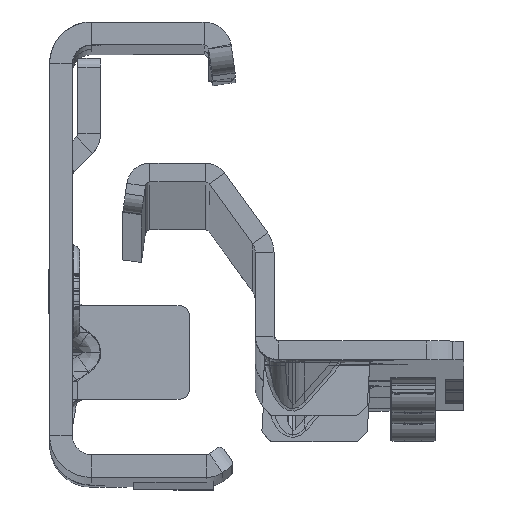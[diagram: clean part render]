
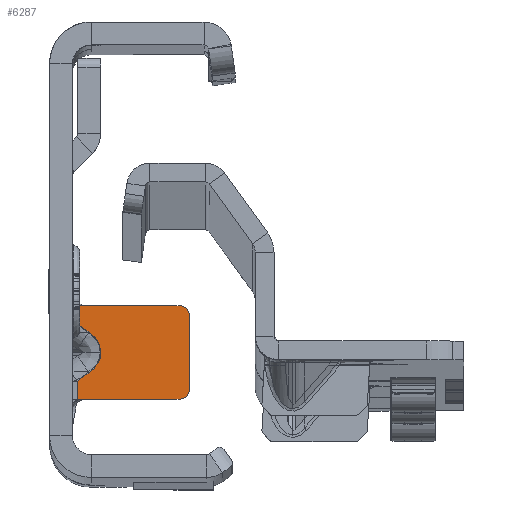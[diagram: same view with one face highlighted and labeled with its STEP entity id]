
A CAD part, top view. The second image highlights one B-rep face of the part: STEP entity #6287.
In plain terms, the highlighted planar face has unit normal (0, 0, 1).
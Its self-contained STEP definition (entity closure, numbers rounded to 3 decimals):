
#453 = DIRECTION ( 'NONE',  ( 0., 1., 0. ) ) ;
#936 = CARTESIAN_POINT ( 'NONE',  ( 0.64, -14.55, -591.5 ) ) ;
#939 = DIRECTION ( 'NONE',  ( 0., 0., 1. ) ) ;
#1548 = CARTESIAN_POINT ( 'NONE',  ( 0.5, -12.61, -591.5 ) ) ;
#2631 = AXIS2_PLACEMENT_3D ( 'NONE', #8399, #21662, #6292 ) ;
#2924 = EDGE_LOOP ( 'NONE', ( #29083, #22420, #28563, #8909, #24819, #31751, #18416, #26325, #15214, #21902, #28748, #10772 ) ) ;
#2991 = VECTOR ( 'NONE', #31767, 1000. ) ;
#3197 = CARTESIAN_POINT ( 'NONE',  ( 12.5, -5.55, -591.5 ) ) ;
#4238 = CARTESIAN_POINT ( 'NONE',  ( 3.565, -8.657, -591.5 ) ) ;
#4869 = DIRECTION ( 'NONE',  ( -0.816, 0.577, 0. ) ) ;
#4892 = CARTESIAN_POINT ( 'NONE',  ( 0.5, -14.55, -591.5 ) ) ;
#6287 = ADVANCED_FACE ( 'NONE', ( #29762 ), #7915, .F. ) ;
#6292 = DIRECTION ( 'NONE',  ( 0., 1., 0. ) ) ;
#6360 = CARTESIAN_POINT ( 'NONE',  ( 1.778, -7.393, -591.5 ) ) ;
#6569 = CARTESIAN_POINT ( 'NONE',  ( 11.5, -4.55, -591.5 ) ) ;
#6789 = VERTEX_POINT ( 'NONE', #23196 ) ;
#7272 = VERTEX_POINT ( 'NONE', #6569 ) ;
#7694 = LINE ( 'NONE', #29199, #23004 ) ;
#7915 = PLANE ( 'NONE',  #13553 ) ;
#7942 = DIRECTION ( 'NONE',  ( 0., 1., 0. ) ) ;
#8296 = CARTESIAN_POINT ( 'NONE',  ( 0.5, -4.55, -591.5 ) ) ;
#8399 = CARTESIAN_POINT ( 'NONE',  ( 11.5, -5.55, -591.5 ) ) ;
#8630 = CIRCLE ( 'NONE', #12041, 1. ) ;
#8710 = CARTESIAN_POINT ( 'NONE',  ( 0.71, -14.55, -591.5 ) ) ;
#8909 = ORIENTED_EDGE ( 'NONE', *, *, #14524, .F. ) ;
#8985 = CARTESIAN_POINT ( 'NONE',  ( 3.565, -10.443, -591.5 ) ) ;
#9057 = CARTESIAN_POINT ( 'NONE',  ( 11.5, -13.55, -591.5 ) ) ;
#9146 = CARTESIAN_POINT ( 'NONE',  ( 0.71, -4.55, -591.5 ) ) ;
#10060 = CARTESIAN_POINT ( 'NONE',  ( 12.5, 22.3, -591.5 ) ) ;
#10422 = CARTESIAN_POINT ( 'NONE',  ( 0.57, -4.55, -591.5 ) ) ;
#10539 = CARTESIAN_POINT ( 'NONE',  ( 11.5, -14.55, -591.5 ) ) ;
#10772 = ORIENTED_EDGE ( 'NONE', *, *, #28907, .F. ) ;
#10963 = VECTOR ( 'NONE', #7942, 1000. ) ;
#11243 = CARTESIAN_POINT ( 'NONE',  ( -7.344, 22.3, -591.5 ) ) ;
#11368 =( BOUNDED_CURVE ( )  B_SPLINE_CURVE ( 3, ( #25034, #8985, #4238, #6360 ),
 .UNSPECIFIED., .F., .T. ) 
 B_SPLINE_CURVE_WITH_KNOTS ( ( 4, 4 ),
 ( 2.356, 3.927 ),
 .UNSPECIFIED. ) 
 CURVE ( )  GEOMETRIC_REPRESENTATION_ITEM ( )  RATIONAL_B_SPLINE_CURVE ( ( 1., 0.805, 0.805, 1. ) ) 
 REPRESENTATION_ITEM ( '' )  );
#12041 = AXIS2_PLACEMENT_3D ( 'NONE', #9057, #939, #25292 ) ;
#12828 = EDGE_CURVE ( 'NONE', #33783, #20883, #26384, .T. ) ;
#13154 = CARTESIAN_POINT ( 'NONE',  ( 0.71, -14.55, -591.5 ) ) ;
#13553 = AXIS2_PLACEMENT_3D ( 'NONE', #11243, #32244, #453 ) ;
#14093 = CARTESIAN_POINT ( 'NONE',  ( 0.5, -6.49, -591.5 ) ) ;
#14338 = VERTEX_POINT ( 'NONE', #3197 ) ;
#14524 = EDGE_CURVE ( 'NONE', #16493, #20708, #26820, .T. ) ;
#15214 = ORIENTED_EDGE ( 'NONE', *, *, #16720, .T. ) ;
#15334 = DIRECTION ( 'NONE',  ( 1., 0., 0. ) ) ;
#15707 = B_SPLINE_CURVE_WITH_KNOTS ( 'NONE', 3,
 ( #8296, #10422, #21550, #34574 ),
 .UNSPECIFIED., .F., .F.,
 ( 4, 4 ),
 ( 0., 0. ),
 .UNSPECIFIED. ) ;
#15915 = LINE ( 'NONE', #10060, #10963 ) ;
#16158 = EDGE_CURVE ( 'NONE', #16493, #33783, #19734, .T. ) ;
#16493 = VERTEX_POINT ( 'NONE', #4892 ) ;
#16720 = EDGE_CURVE ( 'NONE', #14338, #7272, #26857, .T. ) ;
#16790 = CARTESIAN_POINT ( 'NONE',  ( 12.5, -13.55, -591.5 ) ) ;
#17556 = VECTOR ( 'NONE', #34696, 1000. ) ;
#17975 = CARTESIAN_POINT ( 'NONE',  ( -7.344, -14.55, -591.5 ) ) ;
#18175 = CARTESIAN_POINT ( 'NONE',  ( 2.628, -11.106, -591.5 ) ) ;
#18382 = VECTOR ( 'NONE', #15334, 1000. ) ;
#18416 = ORIENTED_EDGE ( 'NONE', *, *, #30702, .T. ) ;
#19235 = VERTEX_POINT ( 'NONE', #29878 ) ;
#19368 = VERTEX_POINT ( 'NONE', #9146 ) ;
#19734 = B_SPLINE_CURVE_WITH_KNOTS ( 'NONE', 3,
 ( #22144, #32880, #936, #8710 ),
 .UNSPECIFIED., .F., .F.,
 ( 4, 4 ),
 ( 0., 0. ),
 .UNSPECIFIED. ) ;
#19899 = VECTOR ( 'NONE', #32801, 1000. ) ;
#20651 = LINE ( 'NONE', #23956, #17556 ) ;
#20708 = VERTEX_POINT ( 'NONE', #1548 ) ;
#20883 = VERTEX_POINT ( 'NONE', #10539 ) ;
#21356 = VECTOR ( 'NONE', #28886, 1000. ) ;
#21550 = CARTESIAN_POINT ( 'NONE',  ( 0.64, -4.55, -591.5 ) ) ;
#21662 = DIRECTION ( 'NONE',  ( 0., 0., 1. ) ) ;
#21902 = ORIENTED_EDGE ( 'NONE', *, *, #29842, .T. ) ;
#22144 = CARTESIAN_POINT ( 'NONE',  ( 0.5, -14.55, -591.5 ) ) ;
#22420 = ORIENTED_EDGE ( 'NONE', *, *, #29933, .F. ) ;
#23004 = VECTOR ( 'NONE', #4869, 1000. ) ;
#23196 = CARTESIAN_POINT ( 'NONE',  ( 0.5, -4.55, -591.5 ) ) ;
#23202 = VERTEX_POINT ( 'NONE', #23860 ) ;
#23508 = EDGE_CURVE ( 'NONE', #29823, #14338, #15915, .T. ) ;
#23860 = CARTESIAN_POINT ( 'NONE',  ( 1.778, -7.393, -591.5 ) ) ;
#23956 = CARTESIAN_POINT ( 'NONE',  ( 0.5, 22.3, -591.5 ) ) ;
#24334 = LINE ( 'NONE', #32292, #19899 ) ;
#24819 = ORIENTED_EDGE ( 'NONE', *, *, #16158, .T. ) ;
#25034 = CARTESIAN_POINT ( 'NONE',  ( 1.778, -11.707, -591.5 ) ) ;
#25292 = DIRECTION ( 'NONE',  ( 0., 1., 0. ) ) ;
#25388 = EDGE_CURVE ( 'NONE', #20708, #19235, #33170, .T. ) ;
#26325 = ORIENTED_EDGE ( 'NONE', *, *, #23508, .T. ) ;
#26384 = LINE ( 'NONE', #17975, #18382 ) ;
#26820 = LINE ( 'NONE', #34395, #2991 ) ;
#26857 = CIRCLE ( 'NONE', #2631, 1. ) ;
#28563 = ORIENTED_EDGE ( 'NONE', *, *, #25388, .F. ) ;
#28748 = ORIENTED_EDGE ( 'NONE', *, *, #33092, .F. ) ;
#28886 = DIRECTION ( 'NONE',  ( 0.816, 0.577, 0. ) ) ;
#28907 = EDGE_CURVE ( 'NONE', #34448, #6789, #20651, .T. ) ;
#29083 = ORIENTED_EDGE ( 'NONE', *, *, #34728, .F. ) ;
#29199 = CARTESIAN_POINT ( 'NONE',  ( 1.35, -7.091, -591.5 ) ) ;
#29762 = FACE_OUTER_BOUND ( 'NONE', #2924, .T. ) ;
#29823 = VERTEX_POINT ( 'NONE', #16790 ) ;
#29842 = EDGE_CURVE ( 'NONE', #7272, #19368, #24334, .T. ) ;
#29878 = CARTESIAN_POINT ( 'NONE',  ( 1.778, -11.707, -591.5 ) ) ;
#29933 = EDGE_CURVE ( 'NONE', #19235, #23202, #11368, .T. ) ;
#30702 = EDGE_CURVE ( 'NONE', #20883, #29823, #8630, .T. ) ;
#31751 = ORIENTED_EDGE ( 'NONE', *, *, #12828, .T. ) ;
#31767 = DIRECTION ( 'NONE',  ( 0., 1., 0. ) ) ;
#32244 = DIRECTION ( 'NONE',  ( 0., 0., -1. ) ) ;
#32292 = CARTESIAN_POINT ( 'NONE',  ( -7.344, -4.55, -591.5 ) ) ;
#32801 = DIRECTION ( 'NONE',  ( -1., 0., 0. ) ) ;
#32880 = CARTESIAN_POINT ( 'NONE',  ( 0.57, -14.55, -591.5 ) ) ;
#33092 = EDGE_CURVE ( 'NONE', #6789, #19368, #15707, .T. ) ;
#33170 = LINE ( 'NONE', #18175, #21356 ) ;
#33783 = VERTEX_POINT ( 'NONE', #13154 ) ;
#34395 = CARTESIAN_POINT ( 'NONE',  ( 0.5, 22.3, -591.5 ) ) ;
#34448 = VERTEX_POINT ( 'NONE', #14093 ) ;
#34574 = CARTESIAN_POINT ( 'NONE',  ( 0.71, -4.55, -591.5 ) ) ;
#34696 = DIRECTION ( 'NONE',  ( 0., 1., 0. ) ) ;
#34728 = EDGE_CURVE ( 'NONE', #23202, #34448, #7694, .T. ) ;
